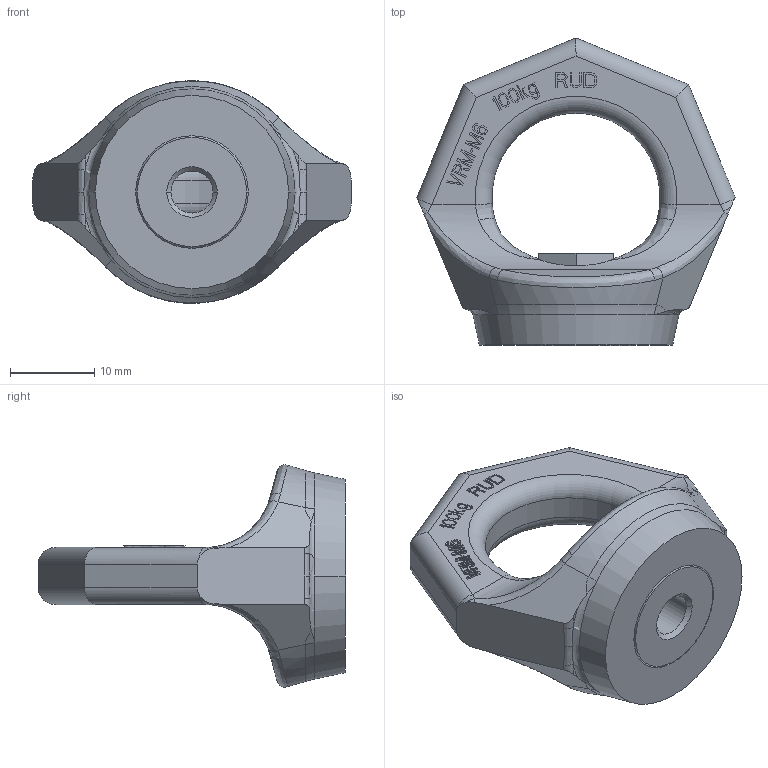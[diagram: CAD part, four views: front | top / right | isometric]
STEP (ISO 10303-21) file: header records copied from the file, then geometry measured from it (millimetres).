
FILE_DESCRIPTION((''),'2;1');
FILE_NAME('001-M34107-P-1_ASM','2014-03-14T',('Andreas.Wendler'),(''),'PRO/ENGINEER BY PARAMETRIC TECHNOLOGY CORPORATION, 2010140','PRO/ENGINEER BY PARAMETRIC TECHNOLOGY CORPORATION, 2010140','');
FILE_SCHEMA(('CONFIG_CONTROL_DESIGN'));
Length unit declared in the file: millimetre
Products named in the file (3): 001-M32970-P-1; 001-M34107-P-1; 001-M34107-P-1_ASM
Assembly tree (2 placements, depth 2):
  001-M34107-P-1_ASM
    001-M32970-P-1
    001-M34107-P-1
Bounding box: 37.88 x 36.64 x 26.48 mm (x, y, z)
Volume: 7754.3 mm3; surface area: 4457.5 mm2
Topology: 2 solids, 2 shells, 519 faces, 1420 edges, 924 vertices
Faces by surface type: plane 418, bspline 38, cylinder 31, cone 16, torus 16
Entity records: 17930 total; most frequent: CARTESIAN_POINT 4978, ORIENTED_EDGE 2840, DIRECTION 2386, EDGE_CURVE 1420, VECTOR 1202, LINE 1202, VERTEX_POINT 924, AXIS2_PLACEMENT_3D 592
